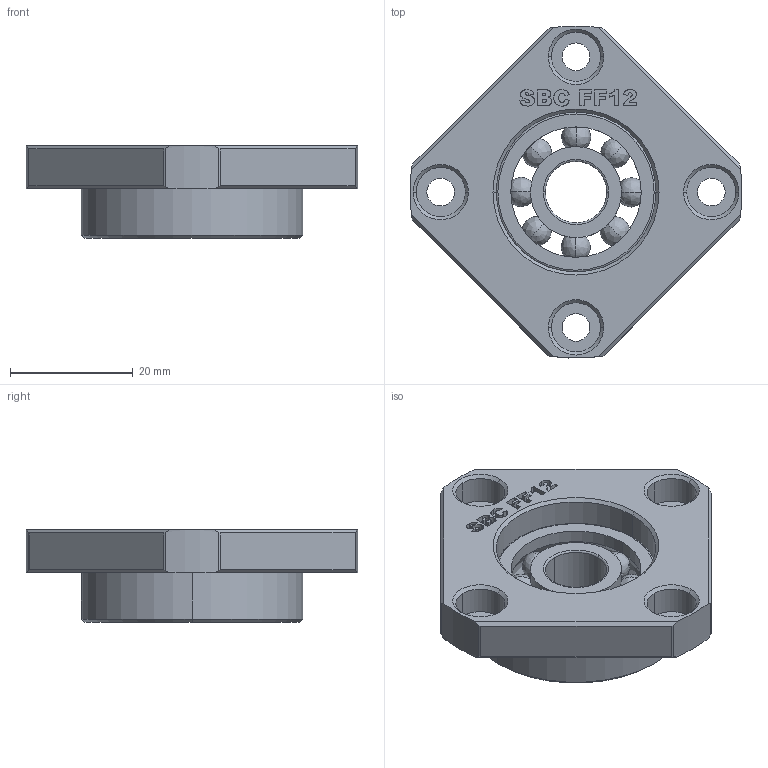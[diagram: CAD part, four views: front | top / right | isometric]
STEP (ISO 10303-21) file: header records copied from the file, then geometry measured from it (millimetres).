
FILE_DESCRIPTION (( 'STEP AP203' ), '1' );
FILE_NAME ('FF 12.STEP', '2014-10-22T05:47:22', ( 'star' ), ( '' ), 'SwSTEP 2.0', 'SolidWorks 2013', '' );
FILE_SCHEMA (( 'CONFIG_CONTROL_DESIGN' ));
Length unit declared in the file: millimetre
Products named in the file (3): #6000(10X26X8); FF 12
Assembly tree (2 placements, depth 2):
  FF 12
    #6000(10X26X8)
    FF 12
Bounding box: 53.94 x 53.97 x 15 mm (x, y, z)
Volume: 14388.1 mm3; surface area: 9259.9 mm2
Topology: 2 solids, 2 shells, 210 faces, 626 edges, 394 vertices
Faces by surface type: plane 82, bspline 65, cylinder 37, cone 14, torus 12
Entity records: 12533 total; most frequent: CARTESIAN_POINT 7110, ORIENTED_EDGE 1188, DIRECTION 896, EDGE_CURVE 594, VERTEX_POINT 394, AXIS2_PLACEMENT_3D 314, LINE 268, VECTOR 268
